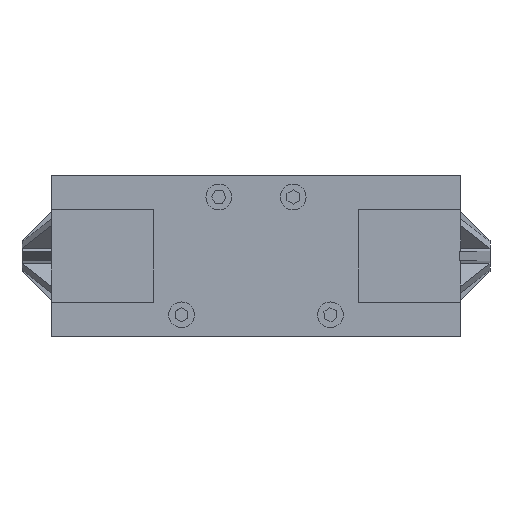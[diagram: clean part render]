
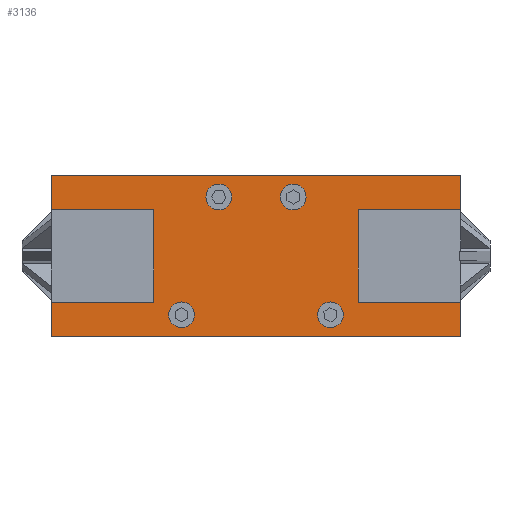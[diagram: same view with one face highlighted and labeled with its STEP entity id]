
A CAD part, top view. The second image highlights one B-rep face of the part: STEP entity #3136.
In plain terms, the highlighted planar face has unit normal (0, 0, 1).
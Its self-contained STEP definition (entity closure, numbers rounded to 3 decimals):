
#52=CIRCLE('',#3275,4.15);
#53=CIRCLE('',#3276,4.15);
#54=CIRCLE('',#3277,4.15);
#55=CIRCLE('',#3278,4.15);
#116=ORIENTED_EDGE('',*,*,#764,.T.);
#117=ORIENTED_EDGE('',*,*,#765,.T.);
#118=ORIENTED_EDGE('',*,*,#766,.T.);
#119=ORIENTED_EDGE('',*,*,#767,.F.);
#120=ORIENTED_EDGE('',*,*,#758,.F.);
#121=ORIENTED_EDGE('',*,*,#768,.F.);
#122=ORIENTED_EDGE('',*,*,#769,.T.);
#123=ORIENTED_EDGE('',*,*,#770,.T.);
#124=ORIENTED_EDGE('',*,*,#771,.T.);
#125=ORIENTED_EDGE('',*,*,#772,.F.);
#126=ORIENTED_EDGE('',*,*,#761,.F.);
#127=ORIENTED_EDGE('',*,*,#773,.F.);
#128=ORIENTED_EDGE('',*,*,#774,.T.);
#129=ORIENTED_EDGE('',*,*,#775,.T.);
#130=ORIENTED_EDGE('',*,*,#776,.T.);
#131=ORIENTED_EDGE('',*,*,#777,.T.);
#758=EDGE_CURVE('',#1083,#1084,#1299,.T.);
#761=EDGE_CURVE('',#1085,#1086,#1302,.T.);
#764=EDGE_CURVE('',#1087,#1088,#1305,.T.);
#765=EDGE_CURVE('',#1088,#1089,#1306,.T.);
#766=EDGE_CURVE('',#1089,#1090,#1307,.T.);
#767=EDGE_CURVE('',#1084,#1090,#1308,.T.);
#768=EDGE_CURVE('',#1091,#1083,#1309,.T.);
#769=EDGE_CURVE('',#1091,#1092,#1310,.T.);
#770=EDGE_CURVE('',#1092,#1093,#1311,.T.);
#771=EDGE_CURVE('',#1093,#1094,#1312,.T.);
#772=EDGE_CURVE('',#1086,#1094,#1313,.T.);
#773=EDGE_CURVE('',#1087,#1085,#1314,.T.);
#774=EDGE_CURVE('',#1095,#1095,#52,.T.);
#775=EDGE_CURVE('',#1096,#1096,#53,.T.);
#776=EDGE_CURVE('',#1097,#1097,#54,.T.);
#777=EDGE_CURVE('',#1098,#1098,#55,.T.);
#1083=VERTEX_POINT('',#4102);
#1084=VERTEX_POINT('',#4103);
#1085=VERTEX_POINT('',#4108);
#1086=VERTEX_POINT('',#4109);
#1087=VERTEX_POINT('',#4114);
#1088=VERTEX_POINT('',#4115);
#1089=VERTEX_POINT('',#4117);
#1090=VERTEX_POINT('',#4119);
#1091=VERTEX_POINT('',#4122);
#1092=VERTEX_POINT('',#4124);
#1093=VERTEX_POINT('',#4126);
#1094=VERTEX_POINT('',#4128);
#1095=VERTEX_POINT('',#4132);
#1096=VERTEX_POINT('',#4134);
#1097=VERTEX_POINT('',#4136);
#1098=VERTEX_POINT('',#4138);
#1299=LINE('',#4101,#1576);
#1302=LINE('',#4107,#1579);
#1305=LINE('',#4113,#1582);
#1306=LINE('',#4116,#1583);
#1307=LINE('',#4118,#1584);
#1308=LINE('',#4120,#1585);
#1309=LINE('',#4121,#1586);
#1310=LINE('',#4123,#1587);
#1311=LINE('',#4125,#1588);
#1312=LINE('',#4127,#1589);
#1313=LINE('',#4129,#1590);
#1314=LINE('',#4130,#1591);
#1576=VECTOR('',#3465,1000.);
#1579=VECTOR('',#3470,1000.);
#1582=VECTOR('',#3475,1000.);
#1583=VECTOR('',#3476,1000.);
#1584=VECTOR('',#3477,1000.);
#1585=VECTOR('',#3478,1000.);
#1586=VECTOR('',#3479,1000.);
#1587=VECTOR('',#3480,1000.);
#1588=VECTOR('',#3481,1000.);
#1589=VECTOR('',#3482,1000.);
#1590=VECTOR('',#3483,1000.);
#1591=VECTOR('',#3484,1000.);
#1852=EDGE_LOOP('',(#116,#117,#118,#119,#120,#121,#122,#123,#124,#125,#126,
#127));
#1853=EDGE_LOOP('',(#128));
#1854=EDGE_LOOP('',(#129));
#1855=EDGE_LOOP('',(#130));
#1856=EDGE_LOOP('',(#131));
#1999=FACE_BOUND('',#1852,.T.);
#2000=FACE_BOUND('',#1853,.T.);
#2001=FACE_BOUND('',#1854,.T.);
#2002=FACE_BOUND('',#1855,.T.);
#2003=FACE_BOUND('',#1856,.T.);
#2142=PLANE('',#3274);
#3136=ADVANCED_FACE('',(#1999,#2000,#2001,#2002,#2003),#2142,.T.);
#3274=AXIS2_PLACEMENT_3D('',#4112,#3473,#3474);
#3275=AXIS2_PLACEMENT_3D('',#4131,#3485,#3486);
#3276=AXIS2_PLACEMENT_3D('',#4133,#3487,#3488);
#3277=AXIS2_PLACEMENT_3D('',#4135,#3489,#3490);
#3278=AXIS2_PLACEMENT_3D('',#4137,#3491,#3492);
#3465=DIRECTION('',(1.,0.,0.));
#3470=DIRECTION('',(-1.,0.,0.));
#3473=DIRECTION('',(0.,0.,1.));
#3474=DIRECTION('',(1.,0.,0.));
#3475=DIRECTION('',(-1.,0.,0.));
#3476=DIRECTION('',(0.,1.,0.));
#3477=DIRECTION('',(1.,0.,0.));
#3478=DIRECTION('',(0.,-1.,0.));
#3479=DIRECTION('',(0.,1.,0.));
#3480=DIRECTION('',(1.,0.,0.));
#3481=DIRECTION('',(0.,-1.,0.));
#3482=DIRECTION('',(-1.,0.,0.));
#3483=DIRECTION('',(0.,1.,0.));
#3484=DIRECTION('',(0.,-1.,0.));
#3485=DIRECTION('',(0.,0.,-1.));
#3486=DIRECTION('',(-1.,0.,0.));
#3487=DIRECTION('',(0.,0.,-1.));
#3488=DIRECTION('',(-1.,0.,0.));
#3489=DIRECTION('',(0.,0.,-1.));
#3490=DIRECTION('',(-1.,0.,0.));
#3491=DIRECTION('',(0.,0.,-1.));
#3492=DIRECTION('',(-1.,0.,0.));
#4101=CARTESIAN_POINT('',(-66.,26.,30.));
#4102=CARTESIAN_POINT('',(-66.,26.,30.));
#4103=CARTESIAN_POINT('',(66.,26.,30.));
#4107=CARTESIAN_POINT('',(66.,-26.,30.));
#4108=CARTESIAN_POINT('',(66.,-26.,30.));
#4109=CARTESIAN_POINT('',(-66.,-26.,30.));
#4112=CARTESIAN_POINT('',(0.,0.,30.));
#4113=CARTESIAN_POINT('',(33.,-15.,30.));
#4114=CARTESIAN_POINT('',(66.,-15.,30.));
#4115=CARTESIAN_POINT('',(33.,-15.,30.));
#4116=CARTESIAN_POINT('',(33.,-7.5,30.));
#4117=CARTESIAN_POINT('',(33.,15.,30.));
#4118=CARTESIAN_POINT('',(16.5,15.,30.));
#4119=CARTESIAN_POINT('',(66.,15.,30.));
#4120=CARTESIAN_POINT('',(66.,26.,30.));
#4121=CARTESIAN_POINT('',(-66.,-26.,30.));
#4122=CARTESIAN_POINT('',(-66.,15.,30.));
#4123=CARTESIAN_POINT('',(-33.,15.,30.));
#4124=CARTESIAN_POINT('',(-33.,15.,30.));
#4125=CARTESIAN_POINT('',(-33.,7.5,30.));
#4126=CARTESIAN_POINT('',(-33.,-15.,30.));
#4127=CARTESIAN_POINT('',(-16.5,-15.,30.));
#4128=CARTESIAN_POINT('',(-66.,-15.,30.));
#4129=CARTESIAN_POINT('',(-66.,-26.,30.));
#4130=CARTESIAN_POINT('',(66.,26.,30.));
#4131=CARTESIAN_POINT('',(24.,-19.,30.));
#4132=CARTESIAN_POINT('',(19.85,-19.,30.));
#4133=CARTESIAN_POINT('',(12.,19.,30.));
#4134=CARTESIAN_POINT('',(7.85,19.,30.));
#4135=CARTESIAN_POINT('',(-12.,19.,30.));
#4136=CARTESIAN_POINT('',(-16.15,19.,30.));
#4137=CARTESIAN_POINT('',(-24.,-19.,30.));
#4138=CARTESIAN_POINT('',(-28.15,-19.,30.));
